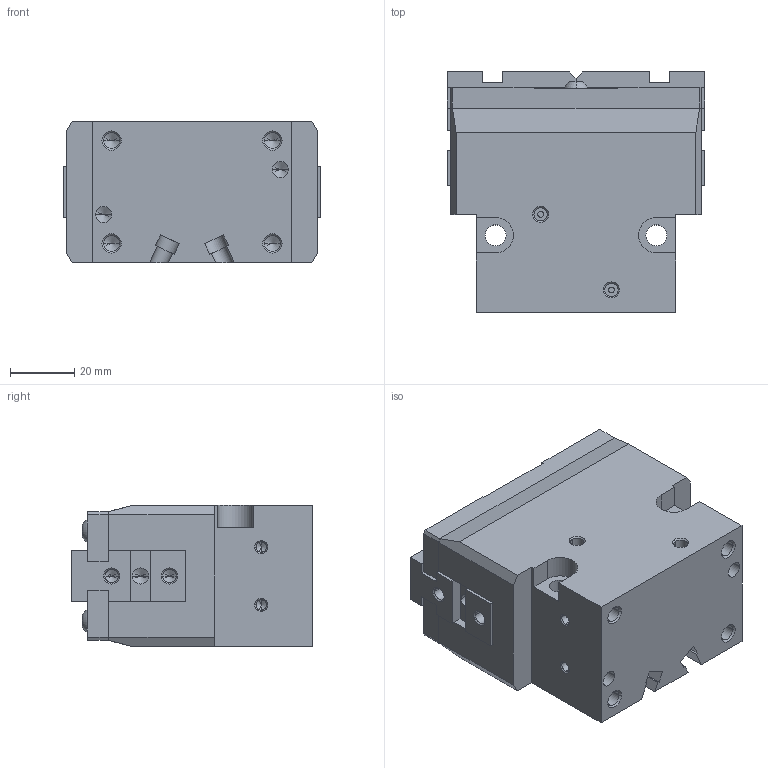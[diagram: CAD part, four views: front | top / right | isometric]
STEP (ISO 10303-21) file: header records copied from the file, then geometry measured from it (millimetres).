
FILE_DESCRIPTION( ( '' ), '1' );
FILE_NAME( 'ope80_oe773pde_0_2_14a.stp', '2010-10-25T12:59:45', ( '' ), ( '' ), ' ', ' ', ' ' );
FILE_SCHEMA( ( 'automotive_design' ) );
Length unit declared in the file: millimetre
Products named in the file (3): 1; 2; 3
Bounding box: 80 x 75 x 44 mm (x, y, z)
Volume: 207848.1 mm3; surface area: 46848 mm2
Topology: 3 solids, 3 shells, 302 faces, 794 edges, 476 vertices
Faces by surface type: plane 148, cone 84, cylinder 66, torus 4
Entity records: 17688 total; most frequent: CARTESIAN_POINT 1733, DIRECTION 1536, STYLED_ITEM 1531, PRESENTATION_STYLE_ASSIGNMENT 1531, COLOUR_RGB 1531, ORIENTED_EDGE 1500, EDGE_CURVE 750, CURVE_STYLE 750
